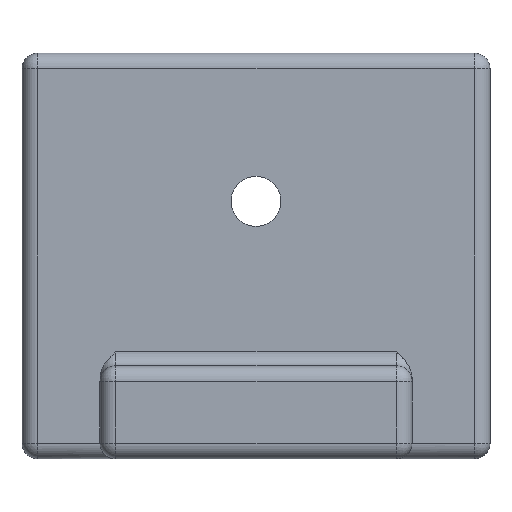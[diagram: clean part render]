
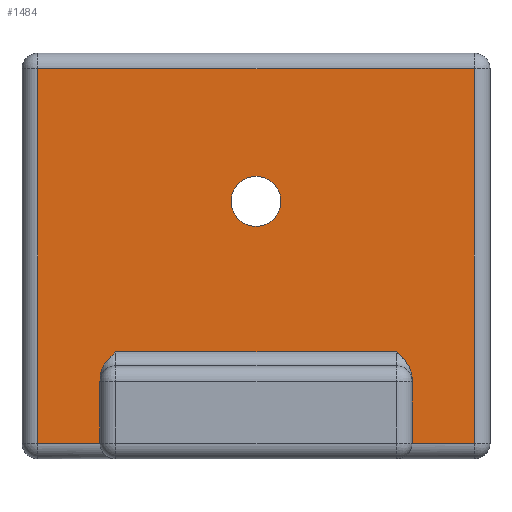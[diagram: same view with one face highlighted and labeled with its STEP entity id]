
A CAD part, left-side view. The second image highlights one B-rep face of the part: STEP entity #1484.
In plain terms, the highlighted planar face has unit normal (-1, 0, 0).
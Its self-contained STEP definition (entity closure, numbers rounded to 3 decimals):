
#17=B_SPLINE_CURVE_WITH_KNOTS('',3,(#2367,#2368,#2369,#2370,#2371,#2372),
 .UNSPECIFIED.,.F.,.F.,(4,2,4),(0.499,0.574,0.689),
 .UNSPECIFIED.);
#18=B_SPLINE_CURVE_WITH_KNOTS('',3,(#2417,#2418,#2419,#2420,#2421,#2422),
 .UNSPECIFIED.,.F.,.F.,(4,2,4),(0.,0.114,0.19),
 .UNSPECIFIED.);
#79=FACE_BOUND('',#252,.T.);
#154=FACE_OUTER_BOUND('',#251,.T.);
#251=EDGE_LOOP('',(#1248,#1249,#1250,#1251,#1252,#1253,#1254,#1255,#1256,
#1257));
#252=EDGE_LOOP('',(#1258));
#344=LINE('',#2332,#476);
#347=LINE('',#2351,#479);
#350=LINE('',#2379,#482);
#362=LINE('',#2426,#494);
#365=LINE('',#2432,#497);
#373=LINE('',#2446,#505);
#375=LINE('',#2450,#507);
#376=LINE('',#2456,#508);
#476=VECTOR('',#1872,10.);
#479=VECTOR('',#1895,10.);
#482=VECTOR('',#1920,10.);
#494=VECTOR('',#1974,10.);
#497=VECTOR('',#1983,10.);
#505=VECTOR('',#2003,10.);
#507=VECTOR('',#2009,10.);
#508=VECTOR('',#2020,10.);
#614=CIRCLE('',#1647,1.6);
#674=VERTEX_POINT('',#2300);
#680=VERTEX_POINT('',#2315);
#682=VERTEX_POINT('',#2324);
#685=VERTEX_POINT('',#2336);
#689=VERTEX_POINT('',#2350);
#695=VERTEX_POINT('',#2364);
#696=VERTEX_POINT('',#2366);
#697=VERTEX_POINT('',#2378);
#704=VERTEX_POINT('',#2415);
#705=VERTEX_POINT('',#2416);
#708=VERTEX_POINT('',#2465);
#836=EDGE_CURVE('',#674,#682,#344,.T.);
#845=EDGE_CURVE('',#682,#689,#347,.T.);
#852=EDGE_CURVE('',#695,#696,#17,.F.);
#856=EDGE_CURVE('',#697,#685,#350,.T.);
#876=EDGE_CURVE('',#704,#705,#18,.F.);
#879=EDGE_CURVE('',#685,#680,#362,.T.);
#882=EDGE_CURVE('',#680,#674,#365,.T.);
#890=EDGE_CURVE('',#697,#696,#373,.T.);
#892=EDGE_CURVE('',#705,#695,#375,.T.);
#893=EDGE_CURVE('',#704,#689,#376,.T.);
#898=EDGE_CURVE('',#708,#708,#614,.T.);
#1248=ORIENTED_EDGE('',*,*,#856,.F.);
#1249=ORIENTED_EDGE('',*,*,#890,.T.);
#1250=ORIENTED_EDGE('',*,*,#852,.F.);
#1251=ORIENTED_EDGE('',*,*,#892,.F.);
#1252=ORIENTED_EDGE('',*,*,#876,.F.);
#1253=ORIENTED_EDGE('',*,*,#893,.T.);
#1254=ORIENTED_EDGE('',*,*,#845,.F.);
#1255=ORIENTED_EDGE('',*,*,#836,.F.);
#1256=ORIENTED_EDGE('',*,*,#882,.F.);
#1257=ORIENTED_EDGE('',*,*,#879,.F.);
#1258=ORIENTED_EDGE('',*,*,#898,.T.);
#1395=PLANE('',#1648);
#1484=ADVANCED_FACE('',(#154,#79),#1395,.F.);
#1647=AXIS2_PLACEMENT_3D('',#2467,#2033,#2034);
#1648=AXIS2_PLACEMENT_3D('',#2468,#2035,#2036);
#1872=DIRECTION('',(0.,0.,-1.));
#1895=DIRECTION('',(0.,1.,0.));
#1920=DIRECTION('',(0.,1.,0.));
#1974=DIRECTION('',(0.,0.,1.));
#1983=DIRECTION('',(0.,-1.,0.));
#2003=DIRECTION('',(0.,0.,1.));
#2009=DIRECTION('',(0.,1.,0.));
#2020=DIRECTION('',(0.,0.,-1.));
#2033=DIRECTION('center_axis',(1.,0.,0.));
#2034=DIRECTION('ref_axis',(0.,0.,
-1.));
#2035=DIRECTION('center_axis',(1.,0.,0.));
#2036=DIRECTION('ref_axis',(0.,0.,
1.));
#2300=CARTESIAN_POINT('',(-4.7,-14.,25.));
#2315=CARTESIAN_POINT('',(-4.7,14.,25.));
#2324=CARTESIAN_POINT('',(-4.7,-14.,1.));
#2332=CARTESIAN_POINT('',(-4.7,-14.,19.5));
#2336=CARTESIAN_POINT('',(-4.7,14.,1.));
#2350=CARTESIAN_POINT('',(-4.7,-10.,1.));
#2351=CARTESIAN_POINT('',(-4.7,-7.5,1.));
#2364=CARTESIAN_POINT('',(-4.7,9.,6.86));
#2366=CARTESIAN_POINT('',(-4.7,10.,5.187));
#2367=CARTESIAN_POINT('Ctrl Pts',(-4.7,10.,5.187));
#2368=CARTESIAN_POINT('Ctrl Pts',(-4.7,10.,5.438));
#2369=CARTESIAN_POINT('Ctrl Pts',(-4.7,9.91,5.725));
#2370=CARTESIAN_POINT('Ctrl Pts',(-4.7,9.602,6.277));
#2371=CARTESIAN_POINT('Ctrl Pts',(-4.7,9.277,6.598));
#2372=CARTESIAN_POINT('Ctrl Pts',(-4.7,9.,6.86));
#2378=CARTESIAN_POINT('',(-4.7,10.,1.));
#2379=CARTESIAN_POINT('',(-4.7,-7.5,1.));
#2415=CARTESIAN_POINT('',(-4.7,-10.,5.187));
#2416=CARTESIAN_POINT('',(-4.7,-9.,6.86));
#2417=CARTESIAN_POINT('Ctrl Pts',(-4.7,-9.,6.86));
#2418=CARTESIAN_POINT('Ctrl Pts',(-4.7,-9.277,6.598));
#2419=CARTESIAN_POINT('Ctrl Pts',(-4.7,-9.602,6.277));
#2420=CARTESIAN_POINT('Ctrl Pts',(-4.7,-9.91,5.725));
#2421=CARTESIAN_POINT('Ctrl Pts',(-4.7,-10.,5.438));
#2422=CARTESIAN_POINT('Ctrl Pts',(-4.7,-10.,5.187));
#2426=CARTESIAN_POINT('',(-4.7,14.,6.5));
#2432=CARTESIAN_POINT('',(-4.7,7.5,25.));
#2446=CARTESIAN_POINT('',(-4.7,10.,5.96));
#2450=CARTESIAN_POINT('',(-4.7,-7.5,6.86));
#2456=CARTESIAN_POINT('',(-4.7,-10.,5.96));
#2465=CARTESIAN_POINT('',(-4.7,0.,18.1));
#2467=CARTESIAN_POINT('Origin',(-4.7,0.,
16.5));
#2468=CARTESIAN_POINT('Origin',(-4.7,0.,
13.));
